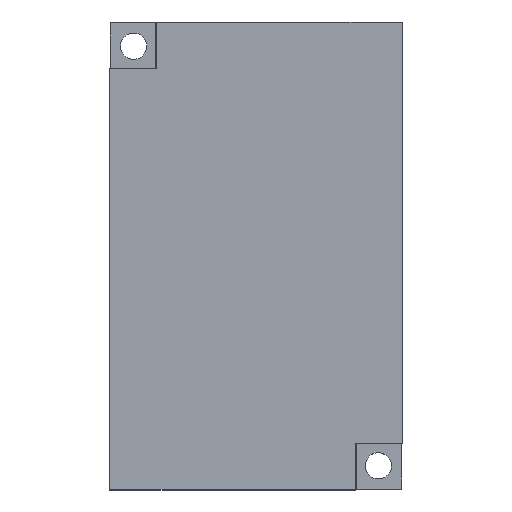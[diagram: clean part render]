
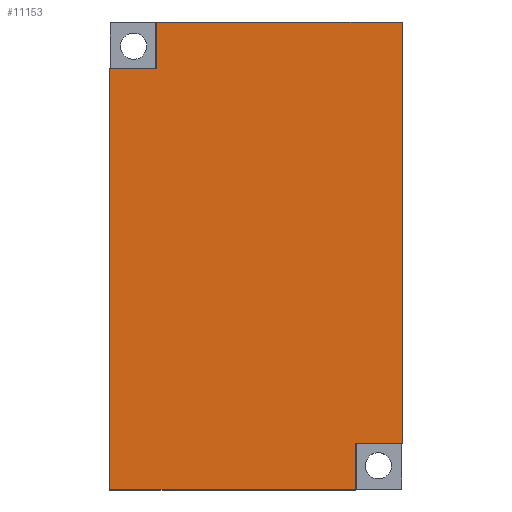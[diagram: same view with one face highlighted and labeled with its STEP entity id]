
A CAD part, top view. The second image highlights one B-rep face of the part: STEP entity #11153.
In plain terms, the highlighted face is planar.
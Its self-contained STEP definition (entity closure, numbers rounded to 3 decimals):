
#10951=DIRECTION('',(0.,1.,0.));
#10952=VECTOR('',#10951,42.15);
#10953=CARTESIAN_POINT('',(31.373,-28.066,-5.3));
#10954=LINE('',#10953,#10952);
#10991=DIRECTION('',(1.,0.,0.));
#10992=VECTOR('',#10991,8.);
#10993=CARTESIAN_POINT('',(23.373,-28.066,-5.3));
#10994=LINE('',#10993,#10992);
#10999=DIRECTION('',(-1.,0.,0.));
#11000=VECTOR('',#10999,72.3);
#11001=CARTESIAN_POINT('',(31.373,14.084,-5.3));
#11002=LINE('',#11001,#11000);
#11007=DIRECTION('',(0.,-1.,0.));
#11008=VECTOR('',#11007,8.);
#11009=CARTESIAN_POINT('',(-40.927,14.084,-5.3));
#11010=LINE('',#11009,#11008);
#11015=DIRECTION('',(-1.,0.,0.));
#11016=VECTOR('',#11015,8.);
#11017=CARTESIAN_POINT('',(-40.927,6.084,-5.3));
#11018=LINE('',#11017,#11016);
#11023=DIRECTION('',(0.,-1.,0.));
#11024=VECTOR('',#11023,42.15);
#11025=CARTESIAN_POINT('',(-48.927,6.084,-5.3));
#11026=LINE('',#11025,#11024);
#11031=DIRECTION('',(1.,0.,0.));
#11032=VECTOR('',#11031,72.3);
#11033=CARTESIAN_POINT('',(-48.927,-36.066,-5.3));
#11034=LINE('',#11033,#11032);
#11039=DIRECTION('',(0.,1.,0.));
#11040=VECTOR('',#11039,8.);
#11041=CARTESIAN_POINT('',(23.373,-36.066,-5.3));
#11042=LINE('',#11041,#11040);
#11047=CARTESIAN_POINT('',(-48.927,6.084,-5.3));
#11048=CARTESIAN_POINT('',(-48.927,-36.066,-5.3));
#11049=VERTEX_POINT('',#11047);
#11050=VERTEX_POINT('',#11048);
#11053=CARTESIAN_POINT('',(23.373,-28.066,-5.3));
#11054=CARTESIAN_POINT('',(31.373,-28.066,-5.3));
#11055=VERTEX_POINT('',#11053);
#11056=VERTEX_POINT('',#11054);
#11057=CARTESIAN_POINT('',(-40.927,14.084,-5.3));
#11058=CARTESIAN_POINT('',(-40.927,6.084,-5.3));
#11059=VERTEX_POINT('',#11057);
#11060=VERTEX_POINT('',#11058);
#11074=CARTESIAN_POINT('',(31.373,14.084,-5.3));
#11076=VERTEX_POINT('',#11074);
#11077=CARTESIAN_POINT('',(23.373,-36.066,-5.3));
#11078=VERTEX_POINT('',#11077);
#11132=CARTESIAN_POINT('',(0.,0.,-5.3));
#11133=DIRECTION('',(0.,0.,-1.));
#11134=DIRECTION('',(-1.,0.,0.));
#11135=AXIS2_PLACEMENT_3D('',#11132,#11133,#11134);
#11136=PLANE('',#11135);
#11137=ORIENTED_EDGE('',*,*,#11088,.T.);
#11139=ORIENTED_EDGE('',*,*,#11138,.T.);
#11141=ORIENTED_EDGE('',*,*,#11140,.T.);
#11143=ORIENTED_EDGE('',*,*,#11142,.T.);
#11145=ORIENTED_EDGE('',*,*,#11144,.T.);
#11147=ORIENTED_EDGE('',*,*,#11146,.T.);
#11149=ORIENTED_EDGE('',*,*,#11148,.T.);
#11150=ORIENTED_EDGE('',*,*,#11125,.T.);
#11151=EDGE_LOOP('',(#11137,#11139,#11141,#11143,#11145,#11147,#11149,#11150));
#11152=FACE_OUTER_BOUND('',#11151,.F.);
#11153=ADVANCED_FACE('',(#11152),#11136,.T.);
#11088=EDGE_CURVE('',#11056,#11076,#10954,.T.);
#11125=EDGE_CURVE('',#11055,#11056,#10994,.T.);
#11138=EDGE_CURVE('',#11076,#11059,#11002,.T.);
#11140=EDGE_CURVE('',#11059,#11060,#11010,.T.);
#11142=EDGE_CURVE('',#11060,#11049,#11018,.T.);
#11144=EDGE_CURVE('',#11049,#11050,#11026,.T.);
#11146=EDGE_CURVE('',#11050,#11078,#11034,.T.);
#11148=EDGE_CURVE('',#11078,#11055,#11042,.T.);
